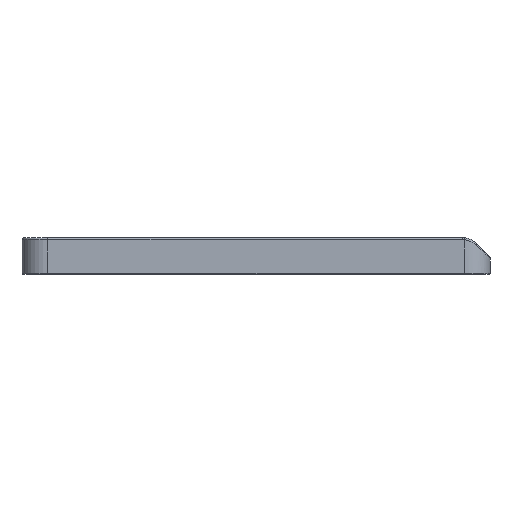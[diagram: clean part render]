
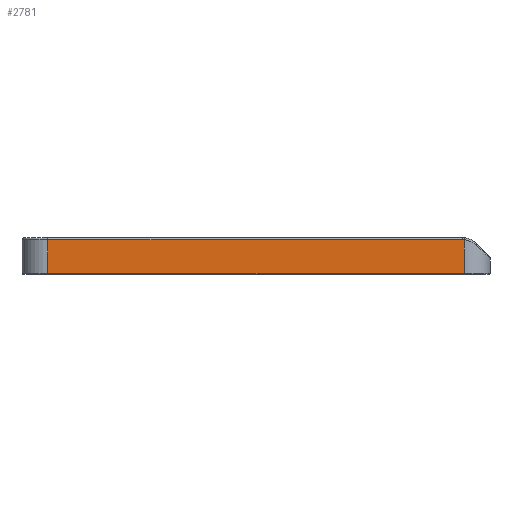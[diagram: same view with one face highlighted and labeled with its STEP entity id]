
A CAD part, left-side view. The second image highlights one B-rep face of the part: STEP entity #2781.
In plain terms, the highlighted planar face has unit normal (-1, 0, 0).
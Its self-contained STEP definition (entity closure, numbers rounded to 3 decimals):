
#135=PLANE('',#3090);
#235=FACE_OUTER_BOUND('',#438,.T.);
#438=EDGE_LOOP('',(#2184,#2185,#2186,#2187,#2188));
#655=LINE('',#4903,#839);
#666=LINE('',#4934,#850);
#667=LINE('',#4937,#851);
#668=LINE('',#4938,#852);
#839=VECTOR('',#3780,10.);
#850=VECTOR('',#3811,10.);
#851=VECTOR('',#3816,10.);
#852=VECTOR('',#3817,10.);
#998=CIRCLE('',#3042,4.263);
#1266=VERTEX_POINT('',#4778);
#1270=VERTEX_POINT('',#4793);
#1300=VERTEX_POINT('',#4900);
#1309=VERTEX_POINT('',#4931);
#1310=VERTEX_POINT('',#4933);
#1553=EDGE_CURVE('',#1270,#1266,#998,.T.);
#1608=EDGE_CURVE('',#1266,#1300,#655,.T.);
#1623=EDGE_CURVE('',#1309,#1310,#666,.T.);
#1625=EDGE_CURVE('',#1300,#1309,#667,.T.);
#1626=EDGE_CURVE('',#1310,#1270,#668,.T.);
#2184=ORIENTED_EDGE('',*,*,#1625,.F.);
#2185=ORIENTED_EDGE('',*,*,#1608,.F.);
#2186=ORIENTED_EDGE('',*,*,#1553,.F.);
#2187=ORIENTED_EDGE('',*,*,#1626,.F.);
#2188=ORIENTED_EDGE('',*,*,#1623,.F.);
#2781=ADVANCED_FACE('',(#235),#135,.F.);
#3042=AXIS2_PLACEMENT_3D('',#4795,#3665,#3666);
#3090=AXIS2_PLACEMENT_3D('',#4936,#3814,#3815);
#3665=DIRECTION('center_axis',(1.,0.,0.));
#3666=DIRECTION('ref_axis',(0.,-0.04,0.999));
#3780=DIRECTION('',(0.,0.,-1.));
#3811=DIRECTION('',(0.,0.,1.));
#3814=DIRECTION('center_axis',(1.,0.,0.));
#3815=DIRECTION('ref_axis',(0.,0.,-1.));
#3816=DIRECTION('',(0.,1.,0.));
#3817=DIRECTION('',(0.,-1.,0.));
#4778=CARTESIAN_POINT('',(-1.731,1.486,8.783));
#4793=CARTESIAN_POINT('',(-1.731,1.872,8.8));
#4795=CARTESIAN_POINT('Origin',(-1.731,1.872,4.538));
#4900=CARTESIAN_POINT('',(-1.731,1.486,0.5));
#4903=CARTESIAN_POINT('',(-1.731,1.486,1.5));
#4931=CARTESIAN_POINT('',(-1.731,104.036,0.5));
#4933=CARTESIAN_POINT('',(-1.731,104.036,8.8));
#4934=CARTESIAN_POINT('',(-1.731,104.036,1.5));
#4936=CARTESIAN_POINT('Origin',(-1.731,109.162,1.5));
#4937=CARTESIAN_POINT('',(-1.731,80.961,0.5));
#4938=CARTESIAN_POINT('',(-1.731,80.961,8.8));
